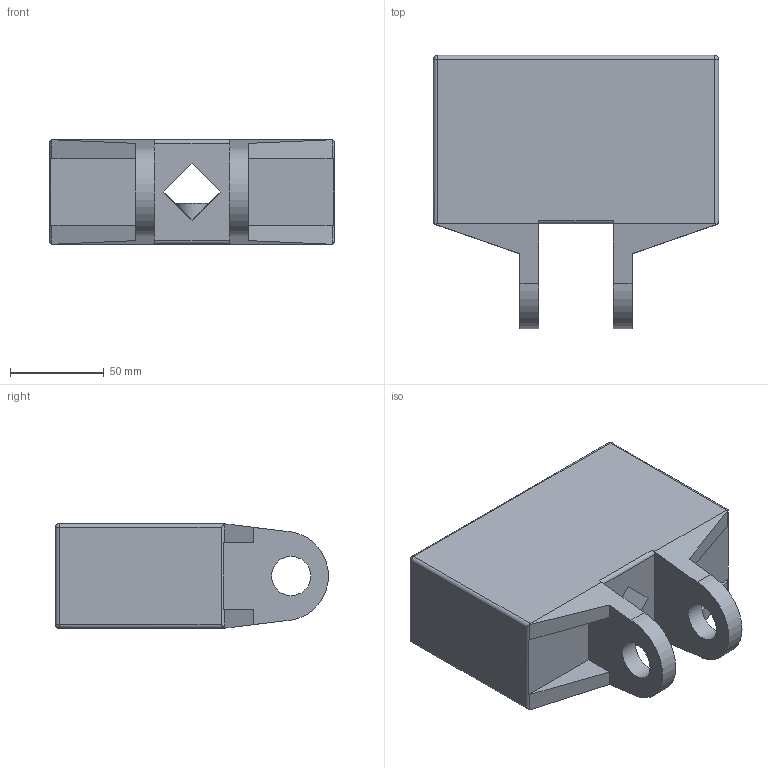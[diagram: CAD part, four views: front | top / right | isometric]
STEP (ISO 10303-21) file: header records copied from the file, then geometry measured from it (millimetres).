
FILE_DESCRIPTION(/* description */ (''),/* implementation_level */ '2;1');
FILE_NAME(/* name */ '4040_2to1_TopLink.step',/* time_stamp */ '2026-02-01T10:25:12-06:00',/* author */ (''),/* organization */ (''),/* preprocessor_version */ 'ST-DEVELOPER v20.1',/* originating_system */ 'Autodesk Translation Framework v14.24.0.0',/* authorisation */ '');
FILE_SCHEMA (('AUTOMOTIVE_DESIGN { 1 0 10303 214 3 1 1 }'));
Length unit declared in the file: millimetre
Products named in the file (2): 4040_2to1_TopLink; 2to1_BaseHinge
Assembly tree (1 placements, depth 2):
  4040_2to1_TopLink
    2to1_BaseHinge
Bounding box: 152.5 x 146 x 56 mm (x, y, z)
Volume: 529365.5 mm3; surface area: 101208.5 mm2
Topology: 1 solids, 1 shells, 76 faces, 204 edges, 132 vertices
Faces by surface type: plane 40, cylinder 32, sphere 4
Full cylindrical faces by diameter (mm): 6.779 x2, 8.25 x4, 16.5 x2, 21 x2
Entity records: 2477 total; most frequent: DIRECTION 438, CARTESIAN_POINT 415, ORIENTED_EDGE 408, EDGE_CURVE 204, AXIS2_PLACEMENT_3D 155, VERTEX_POINT 132, LINE 128, VECTOR 128
